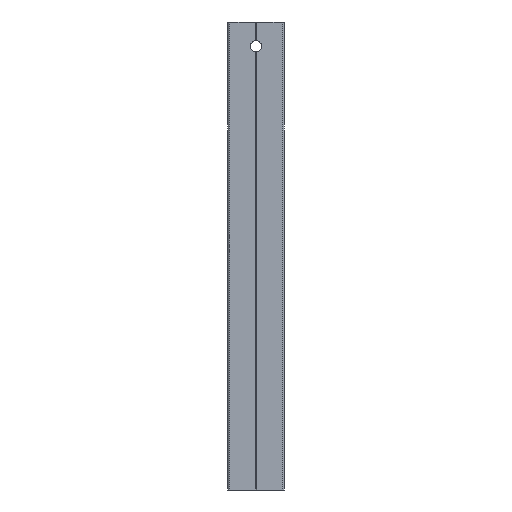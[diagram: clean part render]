
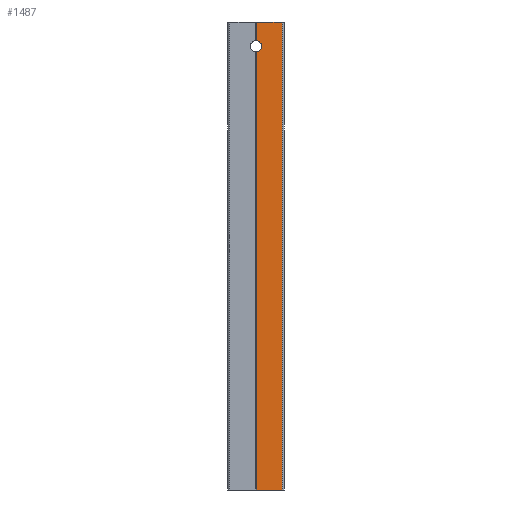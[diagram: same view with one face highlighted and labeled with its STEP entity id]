
A CAD part, front view. The second image highlights one B-rep face of the part: STEP entity #1487.
In plain terms, the highlighted planar face has unit normal (0, -1, 0).
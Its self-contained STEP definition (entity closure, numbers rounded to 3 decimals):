
#78=FACE_OUTER_BOUND('',#151,.T.);
#151=EDGE_LOOP('',(#1183,#1184,#1185,#1186,#1187,#1188));
#185=CIRCLE('',#1582,3.);
#328=LINE('',#2329,#521);
#329=LINE('',#2331,#522);
#330=LINE('',#2333,#523);
#331=LINE('',#2335,#524);
#332=LINE('',#2336,#525);
#521=VECTOR('',#1899,1000.);
#522=VECTOR('',#1900,10.);
#523=VECTOR('',#1901,1000.);
#524=VECTOR('',#1902,1000.);
#525=VECTOR('',#1903,1000.);
#674=VERTEX_POINT('',#2291);
#675=VERTEX_POINT('',#2293);
#688=VERTEX_POINT('',#2328);
#689=VERTEX_POINT('',#2330);
#690=VERTEX_POINT('',#2332);
#691=VERTEX_POINT('',#2334);
#860=EDGE_CURVE('',#675,#674,#185,.T.);
#878=EDGE_CURVE('',#674,#688,#328,.T.);
#879=EDGE_CURVE('',#688,#689,#329,.T.);
#880=EDGE_CURVE('',#690,#689,#330,.T.);
#881=EDGE_CURVE('',#691,#690,#331,.T.);
#882=EDGE_CURVE('',#691,#675,#332,.T.);
#1183=ORIENTED_EDGE('',*,*,#860,.T.);
#1184=ORIENTED_EDGE('',*,*,#878,.T.);
#1185=ORIENTED_EDGE('',*,*,#879,.T.);
#1186=ORIENTED_EDGE('',*,*,#880,.F.);
#1187=ORIENTED_EDGE('',*,*,#881,.F.);
#1188=ORIENTED_EDGE('',*,*,#882,.T.);
#1416=PLANE('',#1594);
#1487=ADVANCED_FACE('',(#78),#1416,.F.);
#1582=AXIS2_PLACEMENT_3D('',#2294,#1864,#1865);
#1594=AXIS2_PLACEMENT_3D('',#2327,#1897,#1898);
#1864=DIRECTION('center_axis',(0.,1.,0.));
#1865=DIRECTION('ref_axis',(0.,0.,1.));
#1897=DIRECTION('center_axis',(0.,1.,0.));
#1898=DIRECTION('ref_axis',(0.,0.,1.));
#1899=DIRECTION('',(0.,0.,-1.));
#1900=DIRECTION('',(1.,0.,0.));
#1901=DIRECTION('',(0.,0.,-1.));
#1902=DIRECTION('',(1.,0.,0.));
#1903=DIRECTION('',(0.,0.,-1.));
#2291=CARTESIAN_POINT('',(0.3,0.,484.015));
#2293=CARTESIAN_POINT('',(0.3,0.,489.985));
#2294=CARTESIAN_POINT('Origin',(0.,0.,487.));
#2327=CARTESIAN_POINT('Origin',(0.3,0.,500.));
#2328=CARTESIAN_POINT('',(0.3,0.,250.));
#2329=CARTESIAN_POINT('',(0.3,0.,500.));
#2330=CARTESIAN_POINT('',(14.,0.,250.));
#2331=CARTESIAN_POINT('',(-6.85,0.,250.));
#2332=CARTESIAN_POINT('',(14.,0.,500.));
#2333=CARTESIAN_POINT('',(14.,0.,500.));
#2334=CARTESIAN_POINT('',(0.3,0.,500.));
#2335=CARTESIAN_POINT('',(0.3,0.,500.));
#2336=CARTESIAN_POINT('',(0.3,0.,500.));
